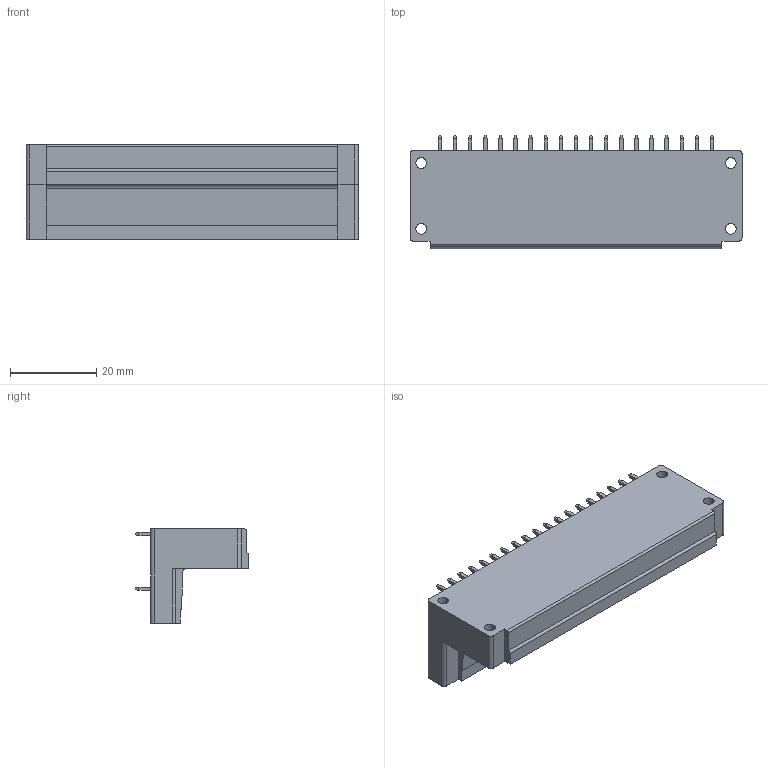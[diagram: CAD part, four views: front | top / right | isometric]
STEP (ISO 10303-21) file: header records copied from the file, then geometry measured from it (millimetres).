
FILE_DESCRIPTION((''),'2;1');
FILE_NAME('TLPHDW-005R-XXP','2024-09-24T09:43:20',('sheji109'),(''),'CREO PARAMETRIC BY PTC INC, 2018100','CREO PARAMETRIC BY PTC INC, 2018100','');
FILE_SCHEMA(('CONFIG_CONTROL_DESIGN'));
Products named in the file (1): TLPHDW-005R-XXP
Bounding box: 76.9 x 26.2 x 21.9 mm (x, y, z)
Volume: 18125.2 mm3; surface area: 15406.5 mm2
Topology: 1 solids, 1 shells, 2886 faces, 7778 edges, 5046 vertices
Faces by surface type: plane 2033, cylinder 587, cone 190, torus 76
Entity records: 89850 total; most frequent: CARTESIAN_POINT 16888, ORIENTED_EDGE 15556, DIRECTION 14610, EDGE_CURVE 7778, VECTOR 5958, LINE 5958, VERTEX_POINT 5046, AXIS2_PLACEMENT_3D 4326
